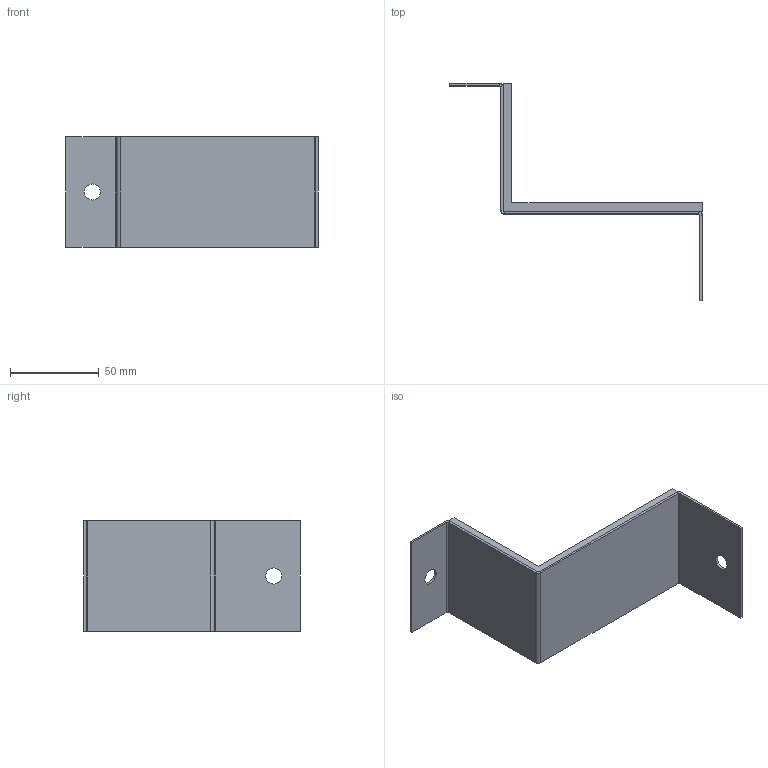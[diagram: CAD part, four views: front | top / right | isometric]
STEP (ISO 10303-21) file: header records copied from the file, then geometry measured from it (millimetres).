
FILE_DESCRIPTION (( 'STEP AP214' ), '1' );
FILE_NAME ('7216602_KSTP1.stp', '2018-05-10T13:00:41', ( '' ), ( '' ), 'SwSTEP 2.0', 'SolidWorks 2016', '' );
FILE_SCHEMA (( 'AUTOMOTIVE_DESIGN' ));
Length unit declared in the file: millimetre
Products named in the file (3): 7216602_KSTP1; 053740T1_F〉 Kanal 100250; P_7215432T1_1_F〉 BSKM-VE 0711
Assembly tree (2 placements, depth 2):
  7216602_KSTP1
    053740T1_F〉 Kanal 100250
    P_7215432T1_1_F〉 BSKM-VE 0711
Bounding box: 142 x 122 x 62 mm (x, y, z)
Volume: 76165.6 mm3; surface area: 56938.1 mm2
Topology: 2 solids, 2 shells, 43 faces, 93 edges, 54 vertices
Faces by surface type: plane 32, cylinder 11
Entity records: 1255 total; most frequent: DIRECTION 211, CARTESIAN_POINT 195, ORIENTED_EDGE 186, EDGE_CURVE 93, VECTOR 71, LINE 71, AXIS2_PLACEMENT_3D 70, VERTEX_POINT 54
